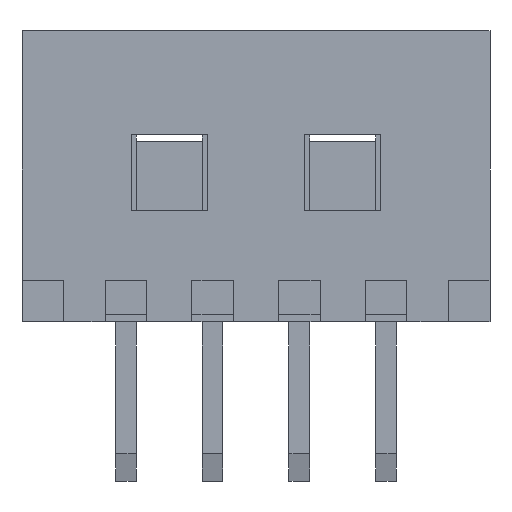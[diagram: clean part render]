
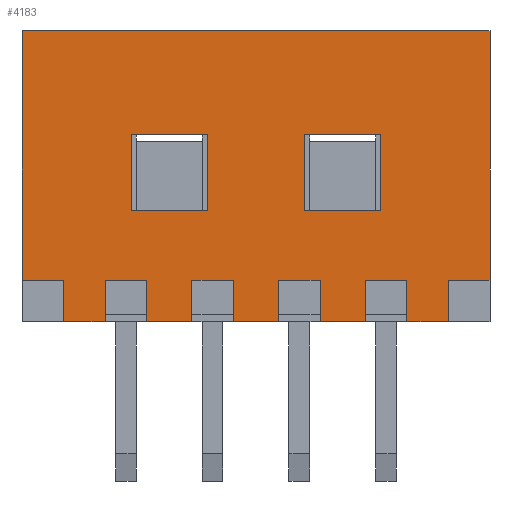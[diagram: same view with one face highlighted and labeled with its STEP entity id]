
A CAD part, front view. The second image highlights one B-rep face of the part: STEP entity #4183.
In plain terms, the highlighted face is planar.
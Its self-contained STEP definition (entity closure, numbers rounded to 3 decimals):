
#606=ORIENTED_EDGE('',*,*,#971,.T.);
#607=ORIENTED_EDGE('',*,*,#980,.T.);
#608=ORIENTED_EDGE('',*,*,#975,.T.);
#609=ORIENTED_EDGE('',*,*,#978,.T.);
#610=ORIENTED_EDGE('',*,*,#1062,.F.);
#611=ORIENTED_EDGE('',*,*,#982,.F.);
#612=ORIENTED_EDGE('',*,*,#1071,.T.);
#613=ORIENTED_EDGE('',*,*,#1227,.T.);
#614=ORIENTED_EDGE('',*,*,#1084,.F.);
#615=ORIENTED_EDGE('',*,*,#989,.F.);
#616=ORIENTED_EDGE('',*,*,#1093,.T.);
#617=ORIENTED_EDGE('',*,*,#1226,.T.);
#618=ORIENTED_EDGE('',*,*,#1106,.F.);
#619=ORIENTED_EDGE('',*,*,#996,.F.);
#620=ORIENTED_EDGE('',*,*,#1115,.T.);
#621=ORIENTED_EDGE('',*,*,#1225,.T.);
#622=ORIENTED_EDGE('',*,*,#1140,.F.);
#623=ORIENTED_EDGE('',*,*,#1003,.F.);
#624=ORIENTED_EDGE('',*,*,#1149,.T.);
#625=ORIENTED_EDGE('',*,*,#1224,.T.);
#626=ORIENTED_EDGE('',*,*,#1048,.F.);
#627=ORIENTED_EDGE('',*,*,#1051,.F.);
#628=ORIENTED_EDGE('',*,*,#1201,.F.);
#629=ORIENTED_EDGE('',*,*,#1211,.F.);
#630=ORIENTED_EDGE('',*,*,#1202,.T.);
#631=ORIENTED_EDGE('',*,*,#1060,.F.);
#632=ORIENTED_EDGE('',*,*,#1057,.F.);
#633=ORIENTED_EDGE('',*,*,#1228,.T.);
#634=ORIENTED_EDGE('',*,*,#1136,.T.);
#635=ORIENTED_EDGE('',*,*,#1133,.T.);
#636=ORIENTED_EDGE('',*,*,#1138,.T.);
#637=ORIENTED_EDGE('',*,*,#1129,.T.);
#971=EDGE_CURVE('',#1403,#1402,#1696,.T.);
#975=EDGE_CURVE('',#1407,#1406,#1700,.T.);
#978=EDGE_CURVE('',#1406,#1403,#1703,.T.);
#980=EDGE_CURVE('',#1402,#1407,#1705,.T.);
#982=EDGE_CURVE('',#1409,#1410,#1707,.T.);
#989=EDGE_CURVE('',#1415,#1416,#1714,.T.);
#996=EDGE_CURVE('',#1421,#1422,#1721,.T.);
#1003=EDGE_CURVE('',#1427,#1428,#1728,.T.);
#1048=EDGE_CURVE('',#1461,#1462,#1773,.T.);
#1051=EDGE_CURVE('',#1463,#1461,#1776,.T.);
#1057=EDGE_CURVE('',#1468,#1469,#1782,.T.);
#1060=EDGE_CURVE('',#1469,#1470,#1785,.T.);
#1062=EDGE_CURVE('',#1410,#1471,#1787,.T.);
#1071=EDGE_CURVE('',#1409,#1476,#1796,.T.);
#1084=EDGE_CURVE('',#1416,#1485,#1809,.T.);
#1093=EDGE_CURVE('',#1415,#1490,#1818,.T.);
#1106=EDGE_CURVE('',#1422,#1499,#1831,.T.);
#1115=EDGE_CURVE('',#1421,#1504,#1840,.T.);
#1129=EDGE_CURVE('',#1515,#1514,#1854,.T.);
#1133=EDGE_CURVE('',#1519,#1518,#1858,.T.);
#1136=EDGE_CURVE('',#1514,#1519,#1861,.T.);
#1138=EDGE_CURVE('',#1518,#1515,#1863,.T.);
#1140=EDGE_CURVE('',#1428,#1521,#1865,.T.);
#1149=EDGE_CURVE('',#1427,#1526,#1874,.T.);
#1201=EDGE_CURVE('',#1552,#1463,#1926,.T.);
#1202=EDGE_CURVE('',#1553,#1470,#1927,.T.);
#1211=EDGE_CURVE('',#1553,#1552,#1936,.T.);
#1224=EDGE_CURVE('',#1526,#1462,#1949,.T.);
#1225=EDGE_CURVE('',#1504,#1521,#1950,.T.);
#1226=EDGE_CURVE('',#1490,#1499,#1951,.T.);
#1227=EDGE_CURVE('',#1476,#1485,#1952,.T.);
#1228=EDGE_CURVE('',#1468,#1471,#1953,.T.);
#1402=VERTEX_POINT('',#5293);
#1403=VERTEX_POINT('',#5295);
#1406=VERTEX_POINT('',#5302);
#1407=VERTEX_POINT('',#5304);
#1409=VERTEX_POINT('',#5316);
#1410=VERTEX_POINT('',#5317);
#1415=VERTEX_POINT('',#5331);
#1416=VERTEX_POINT('',#5332);
#1421=VERTEX_POINT('',#5346);
#1422=VERTEX_POINT('',#5347);
#1427=VERTEX_POINT('',#5361);
#1428=VERTEX_POINT('',#5362);
#1461=VERTEX_POINT('',#5454);
#1462=VERTEX_POINT('',#5455);
#1463=VERTEX_POINT('',#5460);
#1468=VERTEX_POINT('',#5473);
#1469=VERTEX_POINT('',#5474);
#1470=VERTEX_POINT('',#5479);
#1471=VERTEX_POINT('',#5483);
#1476=VERTEX_POINT('',#5498);
#1485=VERTEX_POINT('',#5527);
#1490=VERTEX_POINT('',#5542);
#1499=VERTEX_POINT('',#5571);
#1504=VERTEX_POINT('',#5586);
#1514=VERTEX_POINT('',#5616);
#1515=VERTEX_POINT('',#5618);
#1518=VERTEX_POINT('',#5625);
#1519=VERTEX_POINT('',#5627);
#1521=VERTEX_POINT('',#5639);
#1526=VERTEX_POINT('',#5654);
#1552=VERTEX_POINT('',#5756);
#1553=VERTEX_POINT('',#5760);
#1696=LINE('',#5294,#2135);
#1700=LINE('',#5303,#2139);
#1703=LINE('',#5309,#2142);
#1705=LINE('',#5312,#2144);
#1707=LINE('',#5315,#2146);
#1714=LINE('',#5330,#2153);
#1721=LINE('',#5345,#2160);
#1728=LINE('',#5360,#2167);
#1773=LINE('',#5453,#2212);
#1776=LINE('',#5459,#2215);
#1782=LINE('',#5472,#2221);
#1785=LINE('',#5478,#2224);
#1787=LINE('',#5482,#2226);
#1796=LINE('',#5499,#2235);
#1809=LINE('',#5526,#2248);
#1818=LINE('',#5543,#2257);
#1831=LINE('',#5570,#2270);
#1840=LINE('',#5587,#2279);
#1854=LINE('',#5617,#2293);
#1858=LINE('',#5626,#2297);
#1861=LINE('',#5632,#2300);
#1863=LINE('',#5635,#2302);
#1865=LINE('',#5638,#2304);
#1874=LINE('',#5655,#2313);
#1926=LINE('',#5757,#2365);
#1927=LINE('',#5759,#2366);
#1936=LINE('',#5772,#2375);
#1949=LINE('',#5794,#2388);
#1950=LINE('',#5795,#2389);
#1951=LINE('',#5796,#2390);
#1952=LINE('',#5797,#2391);
#1953=LINE('',#5798,#2392);
#2135=VECTOR('',#4490,1000.);
#2139=VECTOR('',#4496,1000.);
#2142=VECTOR('',#4501,1000.);
#2144=VECTOR('',#4505,1000.);
#2146=VECTOR('',#4509,1000.);
#2153=VECTOR('',#4520,1000.);
#2160=VECTOR('',#4531,1000.);
#2167=VECTOR('',#4542,1000.);
#2212=VECTOR('',#4615,1000.);
#2215=VECTOR('',#4620,1000.);
#2221=VECTOR('',#4630,1000.);
#2224=VECTOR('',#4635,1000.);
#2226=VECTOR('',#4639,1000.);
#2235=VECTOR('',#4652,1000.);
#2248=VECTOR('',#4677,1000.);
#2257=VECTOR('',#4690,1000.);
#2270=VECTOR('',#4715,1000.);
#2279=VECTOR('',#4728,1000.);
#2293=VECTOR('',#4754,1000.);
#2297=VECTOR('',#4760,1000.);
#2300=VECTOR('',#4765,1000.);
#2302=VECTOR('',#4769,1000.);
#2304=VECTOR('',#4773,1000.);
#2313=VECTOR('',#4786,1000.);
#2365=VECTOR('',#4886,1000.);
#2366=VECTOR('',#4889,1000.);
#2375=VECTOR('',#4902,1000.);
#2388=VECTOR('',#4917,1000.);
#2389=VECTOR('',#4918,1000.);
#2390=VECTOR('',#4919,1000.);
#2391=VECTOR('',#4920,1000.);
#2392=VECTOR('',#4921,1000.);
#2617=EDGE_LOOP('',(#606,#607,#608,#609));
#2618=EDGE_LOOP('',(#610,#611,#612,#613,#614,#615,#616,#617,#618,#619,#620,
#621,#622,#623,#624,#625,#626,#627,#628,#629,#630,#631,#632,#633));
#2619=EDGE_LOOP('',(#634,#635,#636,#637));
#2784=FACE_BOUND('',#2617,.T.);
#2785=FACE_BOUND('',#2618,.T.);
#2786=FACE_BOUND('',#2619,.T.);
#2941=PLANE('',#4345);
#4183=ADVANCED_FACE('',(#2784,#2785,#2786),#2941,.T.);
#4345=AXIS2_PLACEMENT_3D('',#5804,#4932,#4933);
#4490=DIRECTION('',(0.,0.,1.));
#4496=DIRECTION('',(0.,0.,-1.));
#4501=DIRECTION('',(1.,0.,0.));
#4505=DIRECTION('',(-1.,0.,0.));
#4509=DIRECTION('',(1.,0.,0.));
#4520=DIRECTION('',(1.,0.,0.));
#4531=DIRECTION('',(1.,0.,0.));
#4542=DIRECTION('',(1.,0.,0.));
#4615=DIRECTION('',(0.,0.,-1.));
#4620=DIRECTION('',(1.,0.,0.));
#4630=DIRECTION('',(0.,0.,1.));
#4635=DIRECTION('',(1.,0.,0.));
#4639=DIRECTION('',(0.,0.,-1.));
#4652=DIRECTION('',(0.,0.,-1.));
#4677=DIRECTION('',(0.,0.,-1.));
#4690=DIRECTION('',(0.,0.,-1.));
#4715=DIRECTION('',(0.,0.,-1.));
#4728=DIRECTION('',(0.,0.,-1.));
#4754=DIRECTION('',(0.,0.,-1.));
#4760=DIRECTION('',(0.,0.,1.));
#4765=DIRECTION('',(1.,0.,0.));
#4769=DIRECTION('',(-1.,0.,0.));
#4773=DIRECTION('',(0.,0.,-1.));
#4786=DIRECTION('',(0.,0.,-1.));
#4886=DIRECTION('',(0.,0.,-1.));
#4889=DIRECTION('',(0.,0.,-1.));
#4902=DIRECTION('',(-1.,0.,0.));
#4917=DIRECTION('',(-1.,0.,0.));
#4918=DIRECTION('',(-1.,0.,0.));
#4919=DIRECTION('',(-1.,0.,0.));
#4920=DIRECTION('',(-1.,0.,0.));
#4921=DIRECTION('',(-1.,0.,0.));
#4932=DIRECTION('',(0.,1.,0.));
#4933=DIRECTION('',(0.,0.,1.));
#5293=CARTESIAN_POINT('',(1.8,1.6,0.6));
#5294=CARTESIAN_POINT('',(1.8,1.6,-0.5));
#5295=CARTESIAN_POINT('',(1.8,1.6,-0.5));
#5302=CARTESIAN_POINT('',(0.7,1.6,-0.5));
#5303=CARTESIAN_POINT('',(0.7,1.6,0.6));
#5304=CARTESIAN_POINT('',(0.7,1.6,0.6));
#5309=CARTESIAN_POINT('',(0.7,1.6,-0.5));
#5312=CARTESIAN_POINT('',(1.8,1.6,0.6));
#5315=CARTESIAN_POINT('',(1.575,1.6,-1.5));
#5316=CARTESIAN_POINT('',(1.575,1.6,-1.5));
#5317=CARTESIAN_POINT('',(2.175,1.6,-1.5));
#5330=CARTESIAN_POINT('',(0.325,1.6,-1.5));
#5331=CARTESIAN_POINT('',(0.325,1.6,-1.5));
#5332=CARTESIAN_POINT('',(0.925,1.6,-1.5));
#5345=CARTESIAN_POINT('',(-0.925,1.6,-1.5));
#5346=CARTESIAN_POINT('',(-0.925,1.6,-1.5));
#5347=CARTESIAN_POINT('',(-0.325,1.6,-1.5));
#5360=CARTESIAN_POINT('',(-2.175,1.6,-1.5));
#5361=CARTESIAN_POINT('',(-2.175,1.6,-1.5));
#5362=CARTESIAN_POINT('',(-1.575,1.6,-1.5));
#5453=CARTESIAN_POINT('',(-2.775,1.6,-1.5));
#5454=CARTESIAN_POINT('',(-2.775,1.6,-1.5));
#5455=CARTESIAN_POINT('',(-2.775,1.6,-2.1));
#5459=CARTESIAN_POINT('',(-3.375,1.6,-1.5));
#5460=CARTESIAN_POINT('',(-3.375,1.6,-1.5));
#5472=CARTESIAN_POINT('',(2.775,1.6,-2.1));
#5473=CARTESIAN_POINT('',(2.775,1.6,-2.1));
#5474=CARTESIAN_POINT('',(2.775,1.6,-1.5));
#5478=CARTESIAN_POINT('',(2.775,1.6,-1.5));
#5479=CARTESIAN_POINT('',(3.375,1.6,-1.5));
#5482=CARTESIAN_POINT('',(2.175,1.6,-2.));
#5483=CARTESIAN_POINT('',(2.175,1.6,-2.1));
#5498=CARTESIAN_POINT('',(1.575,1.6,-2.1));
#5499=CARTESIAN_POINT('',(1.575,1.6,-2.));
#5526=CARTESIAN_POINT('',(0.925,1.6,-2.));
#5527=CARTESIAN_POINT('',(0.925,1.6,-2.1));
#5542=CARTESIAN_POINT('',(0.325,1.6,-2.1));
#5543=CARTESIAN_POINT('',(0.325,1.6,-2.));
#5570=CARTESIAN_POINT('',(-0.325,1.6,-2.));
#5571=CARTESIAN_POINT('',(-0.325,1.6,-2.1));
#5586=CARTESIAN_POINT('',(-0.925,1.6,-2.1));
#5587=CARTESIAN_POINT('',(-0.925,1.6,-2.));
#5616=CARTESIAN_POINT('',(-1.8,1.6,-0.5));
#5617=CARTESIAN_POINT('',(-1.8,1.6,0.6));
#5618=CARTESIAN_POINT('',(-1.8,1.6,0.6));
#5625=CARTESIAN_POINT('',(-0.7,1.6,0.6));
#5626=CARTESIAN_POINT('',(-0.7,1.6,-0.5));
#5627=CARTESIAN_POINT('',(-0.7,1.6,-0.5));
#5632=CARTESIAN_POINT('',(-1.8,1.6,-0.5));
#5635=CARTESIAN_POINT('',(-0.7,1.6,0.6));
#5638=CARTESIAN_POINT('',(-1.575,1.6,-2.));
#5639=CARTESIAN_POINT('',(-1.575,1.6,-2.1));
#5654=CARTESIAN_POINT('',(-2.175,1.6,-2.1));
#5655=CARTESIAN_POINT('',(-2.175,1.6,-2.));
#5756=CARTESIAN_POINT('',(-3.375,1.6,2.1));
#5757=CARTESIAN_POINT('',(-3.375,1.6,2.1));
#5759=CARTESIAN_POINT('',(3.375,1.6,2.1));
#5760=CARTESIAN_POINT('',(3.375,1.6,2.1));
#5772=CARTESIAN_POINT('',(3.375,1.6,2.1));
#5794=CARTESIAN_POINT('',(3.375,1.6,-2.1));
#5795=CARTESIAN_POINT('',(3.375,1.6,-2.1));
#5796=CARTESIAN_POINT('',(3.375,1.6,-2.1));
#5797=CARTESIAN_POINT('',(3.375,1.6,-2.1));
#5798=CARTESIAN_POINT('',(3.375,1.6,-2.1));
#5804=CARTESIAN_POINT('',(3.375,1.6,2.1));
